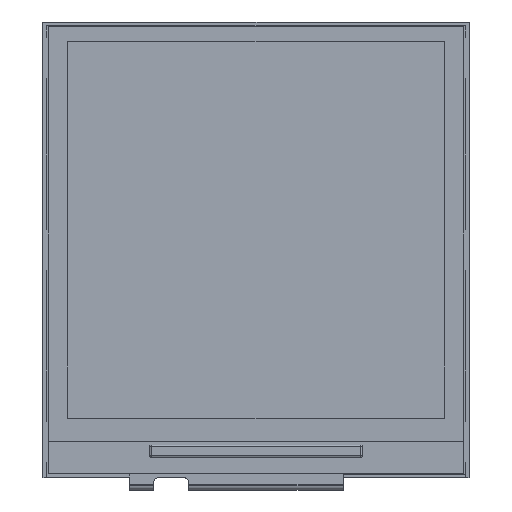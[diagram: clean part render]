
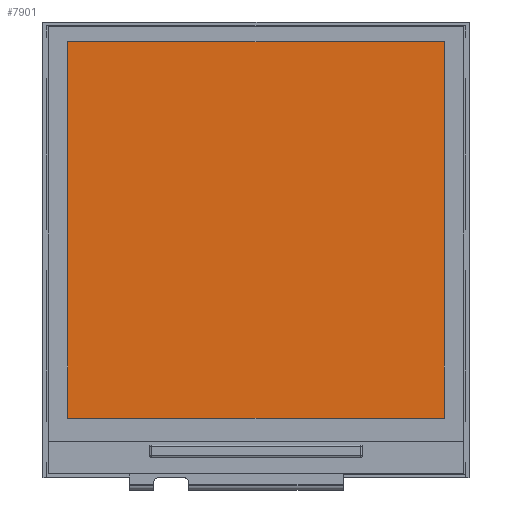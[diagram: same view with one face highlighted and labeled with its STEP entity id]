
A CAD part, top view. The second image highlights one B-rep face of the part: STEP entity #7901.
In plain terms, the highlighted planar face has unit normal (0, 0, 1).
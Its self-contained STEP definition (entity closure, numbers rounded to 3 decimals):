
#720=FACE_OUTER_BOUND('',#1147,.T.);
#1147=EDGE_LOOP('',(#6423,#6424,#6425,#6426));
#1970=LINE('',#11851,#2933);
#1972=LINE('',#11855,#2935);
#1974=LINE('',#11859,#2937);
#1976=LINE('',#11862,#2939);
#2933=VECTOR('',#9681,1000.);
#2935=VECTOR('',#9685,1000.);
#2937=VECTOR('',#9689,1000.);
#2939=VECTOR('',#9693,1000.);
#3726=VERTEX_POINT('',#11848);
#3727=VERTEX_POINT('',#11850);
#3728=VERTEX_POINT('',#11854);
#3729=VERTEX_POINT('',#11858);
#4675=EDGE_CURVE('',#3726,#3727,#1970,.T.);
#4677=EDGE_CURVE('',#3727,#3728,#1972,.T.);
#4679=EDGE_CURVE('',#3728,#3729,#1974,.T.);
#4681=EDGE_CURVE('',#3729,#3726,#1976,.T.);
#6423=ORIENTED_EDGE('',*,*,#4675,.F.);
#6424=ORIENTED_EDGE('',*,*,#4681,.F.);
#6425=ORIENTED_EDGE('',*,*,#4679,.F.);
#6426=ORIENTED_EDGE('',*,*,#4677,.F.);
#7532=PLANE('',#8389);
#7901=ADVANCED_FACE('',(#720),#7532,.F.);
#8389=AXIS2_PLACEMENT_3D('',#11863,#9694,#9695);
#9681=DIRECTION('',(0.,1.,0.));
#9685=DIRECTION('',(1.,0.,0.));
#9689=DIRECTION('',(0.,-1.,0.));
#9693=DIRECTION('',(-1.,0.,0.));
#9694=DIRECTION('center_axis',(0.,0.,-1.));
#9695=DIRECTION('ref_axis',(-1.,0.,0.));
#11848=CARTESIAN_POINT('',(-13.86,4.409,1.369));
#11850=CARTESIAN_POINT('',(-13.86,32.129,1.369));
#11851=CARTESIAN_POINT('',(-13.86,4.409,1.369));
#11854=CARTESIAN_POINT('',(13.86,32.129,1.369));
#11855=CARTESIAN_POINT('',(-13.86,32.129,1.369));
#11858=CARTESIAN_POINT('',(13.86,4.409,1.369));
#11859=CARTESIAN_POINT('',(13.86,32.129,1.369));
#11862=CARTESIAN_POINT('',(13.86,4.409,1.369));
#11863=CARTESIAN_POINT('Origin',(0.,0.,1.369));
